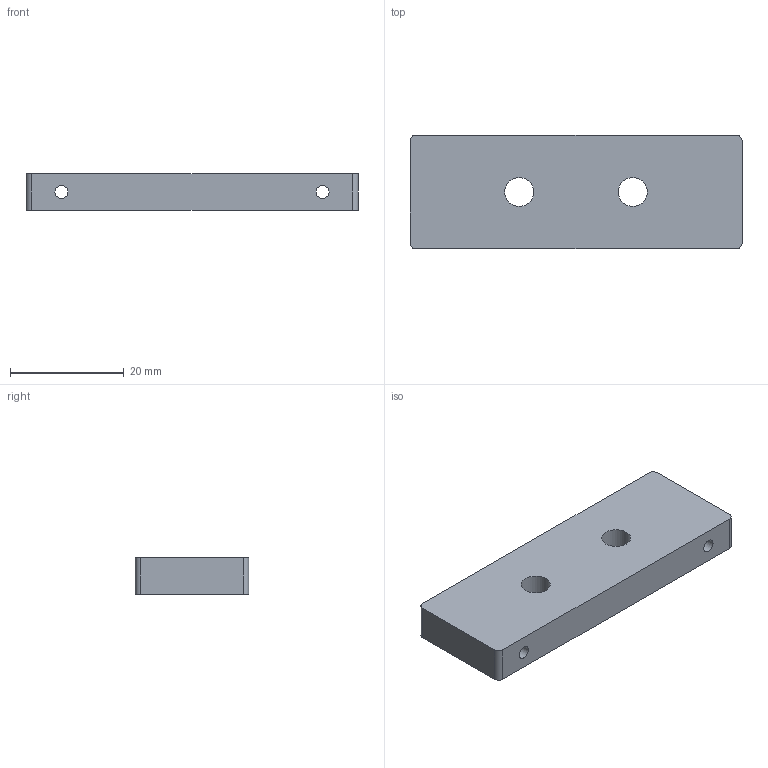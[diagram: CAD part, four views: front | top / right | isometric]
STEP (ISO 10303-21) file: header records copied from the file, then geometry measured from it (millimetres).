
FILE_DESCRIPTION(/* description */ (''),/* implementation_level */ '2;1');
FILE_NAME(/* name */ 'aadf79ad-f865-46ab-becd-8573f83a34c2.stp',/* time_stamp */ '2016-03-13T03:18:25+00:00',/* author */ (''),/* organization */ (''),/* preprocessor_version */ 'ST-DEVELOPER v16.2',/* originating_system */ 'Autodesk Translation Framework v4.3.0.3010',/* authorisation */ '');
FILE_SCHEMA (('AUTOMOTIVE_DESIGN { 1 0 10303 214 3 1 1 }'));
Length unit declared in the file: centimetre
Products named in the file (2): Camera Bracket.f3d v4; CameraBracket
Assembly tree (1 placements, depth 2):
  Camera Bracket.f3d v4
    CameraBracket
Bounding box: 58.5 x 20 x 6.35 mm (x, y, z)
Volume: 6998.4 mm3; surface area: 3718.5 mm2
Topology: 1 solids, 1 shells, 14 faces, 36 edges, 24 vertices
Faces by surface type: cylinder 8, plane 6
Full cylindrical faces by diameter (mm): 2.3 x2, 5.1 x2
Entity records: 475 total; most frequent: DIRECTION 82, CARTESIAN_POINT 73, ORIENTED_EDGE 64, AXIS2_PLACEMENT_3D 33, EDGE_CURVE 32, EDGE_LOOP 26, VERTEX_POINT 24, LINE 16
